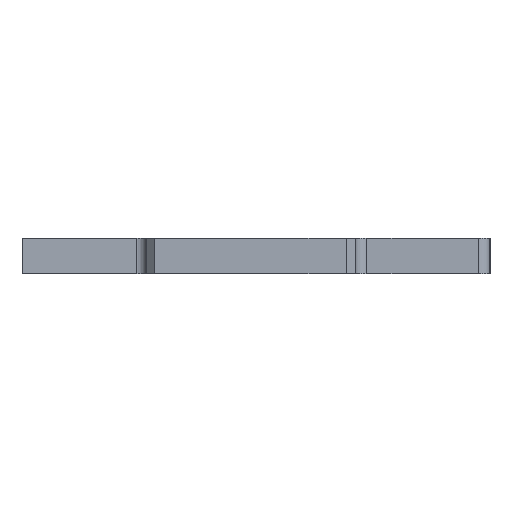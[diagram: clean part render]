
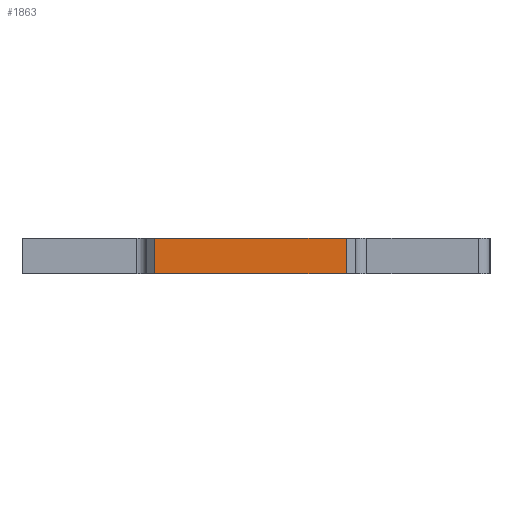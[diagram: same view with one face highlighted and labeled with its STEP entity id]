
A CAD part, left-side view. The second image highlights one B-rep face of the part: STEP entity #1863.
In plain terms, the highlighted planar face has unit normal (-1, 0, 0).
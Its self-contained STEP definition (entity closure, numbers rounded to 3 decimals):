
#1838 = VERTEX_POINT('',#1839);
#1839 = CARTESIAN_POINT('',(80.05,93.12,1.123));
#1845 = EDGE_CURVE('',#1846,#1838,#1848,.T.);
#1846 = VERTEX_POINT('',#1847);
#1847 = CARTESIAN_POINT('',(80.05,93.12,0.));
#1848 = LINE('',#1849,#1850);
#1849 = CARTESIAN_POINT('',(80.05,93.12,0.));
#1850 = VECTOR('',#1851,1.);
#1851 = DIRECTION('',(0.,0.,1.));
#1863 = ADVANCED_FACE('',(#1864),#1889,.F.);
#1864 = FACE_BOUND('',#1865,.F.);
#1865 = EDGE_LOOP('',(#1866,#1867,#1875,#1883));
#1866 = ORIENTED_EDGE('',*,*,#1845,.T.);
#1867 = ORIENTED_EDGE('',*,*,#1868,.T.);
#1868 = EDGE_CURVE('',#1838,#1869,#1871,.T.);
#1869 = VERTEX_POINT('',#1870);
#1870 = CARTESIAN_POINT('',(80.05,87.002,1.123));
#1871 = LINE('',#1872,#1873);
#1872 = CARTESIAN_POINT('',(80.05,93.12,1.123));
#1873 = VECTOR('',#1874,1.);
#1874 = DIRECTION('',(0.,-1.,0.));
#1875 = ORIENTED_EDGE('',*,*,#1876,.F.);
#1876 = EDGE_CURVE('',#1877,#1869,#1879,.T.);
#1877 = VERTEX_POINT('',#1878);
#1878 = CARTESIAN_POINT('',(80.05,87.002,0.));
#1879 = LINE('',#1880,#1881);
#1880 = CARTESIAN_POINT('',(80.05,87.002,0.));
#1881 = VECTOR('',#1882,1.);
#1882 = DIRECTION('',(0.,0.,1.));
#1883 = ORIENTED_EDGE('',*,*,#1884,.F.);
#1884 = EDGE_CURVE('',#1846,#1877,#1885,.T.);
#1885 = LINE('',#1886,#1887);
#1886 = CARTESIAN_POINT('',(80.05,93.12,0.));
#1887 = VECTOR('',#1888,1.);
#1888 = DIRECTION('',(0.,-1.,0.));
#1889 = PLANE('',#1890);
#1890 = AXIS2_PLACEMENT_3D('',#1891,#1892,#1893);
#1891 = CARTESIAN_POINT('',(80.05,93.12,0.));
#1892 = DIRECTION('',(1.,0.,0.));
#1893 = DIRECTION('',(0.,-1.,0.));
